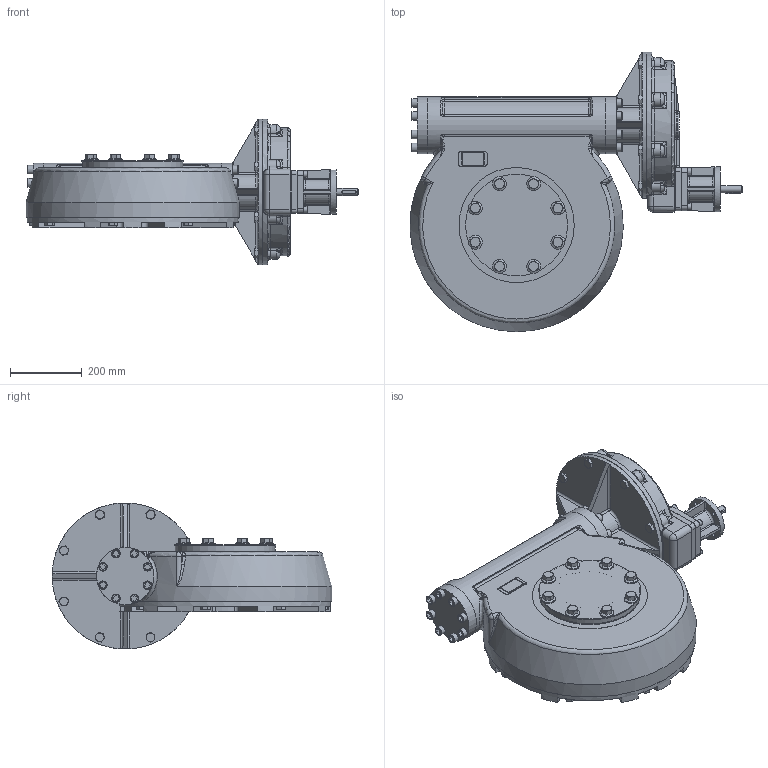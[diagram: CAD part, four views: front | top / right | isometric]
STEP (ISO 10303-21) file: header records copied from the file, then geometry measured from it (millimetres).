
FILE_DESCRIPTION(/* description */ ('Unknown'),/* implementation_level */ '2;1');
FILE_NAME(/* name */ 'PUB-MTW9IR2-F10-F30',/* time_stamp */ '2015-12-09T14:58:56+00:00',/* author */ ('Unknown'),/* organization */ ('Unknown'),/* preprocessor_version */ 'ST-DEVELOPER v16',/* originating_system */ 'DEX',/* authorisation */ $);
FILE_SCHEMA (('AUTOMOTIVE_DESIGN {1 0 10303 214 3 1 1}'));
Products named in the file (1): PUB-MTW9IR2-F10-F30
Bounding box: 928.11 x 781.45 x 408 mm (x, y, z)
Surface area: 1941831.1 mm2 (no closed solid volume)
Topology: 0 solids, 59 shells, 1144 faces, 2908 edges, 1782 vertices
Faces by surface type: plane 467, cylinder 254, cone 192, bspline 112, torus 77, sphere 42
Full cylindrical faces by diameter (mm): 10.5 x4, 16.5 x8, 17.294 x8, 18 x4, 20 x1, 24 x16, 39 x8, 50 x1, 70.05 x1, 125 x1, 160 x3, 220.1 x1, 280 x1, 285 x1, 322 x1, 408 x1, 590 x1
Entity records: 53864 total; most frequent: CARTESIAN_POINT 26986, DIRECTION 5107, ORIENTED_EDGE 5087, EDGE_CURVE 2700, AXIS2_PLACEMENT_3D 2018, VERTEX_POINT 1745, FACE_BOUND 1365, EDGE_LOOP 1357
